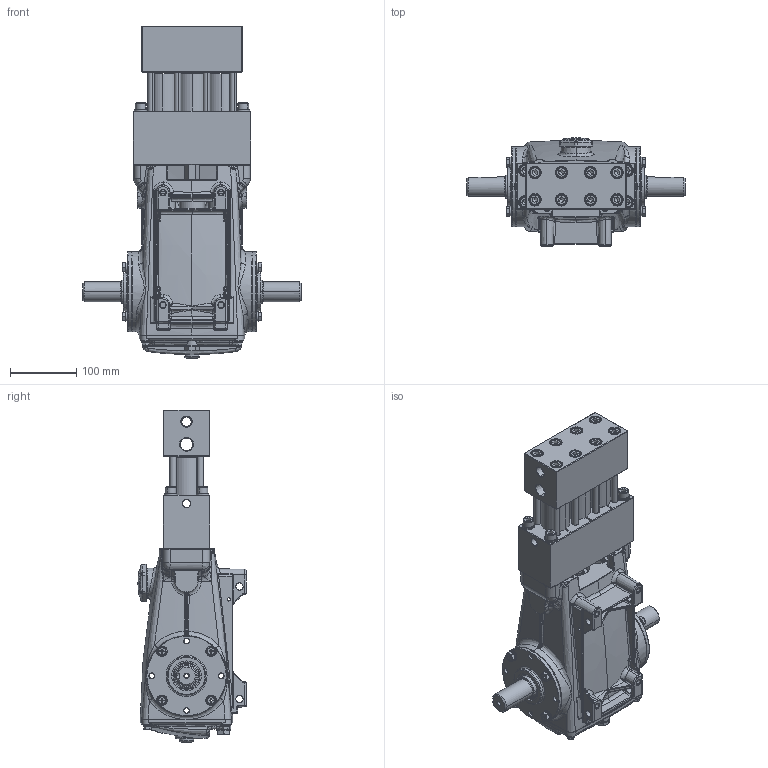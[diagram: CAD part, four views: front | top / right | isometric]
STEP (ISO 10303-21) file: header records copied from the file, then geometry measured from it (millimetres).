
FILE_DESCRIPTION (( 'STEP AP203' ), '1' );
FILE_NAME ('1810K.STEP', '2025-11-04T19:34:52', ( '' ), ( '' ), 'SwSTEP 2.0', 'SolidWorks 2025', '' );
FILE_SCHEMA (( 'CONFIG_CONTROL_DESIGN' ));
Products named in the file (1): 1810K
Bounding box: 330 x 163.49 x 501.68 mm (x, y, z)
Surface area: 525455.8 mm2 (no closed solid volume)
Topology: 0 solids, 116 shells, 1963 faces, 6185 edges, 4136 vertices
Faces by surface type: plane 664, cylinder 457, bspline 426, cone 269, torus 123, sphere 24
Entity records: 88419 total; most frequent: CARTESIAN_POINT 38552, ORIENTED_EDGE 10003, DIRECTION 9653, EDGE_CURVE 6125, VERTEX_POINT 4136, AXIS2_PLACEMENT_3D 3801, CIRCLE 2264, EDGE_LOOP 2236
